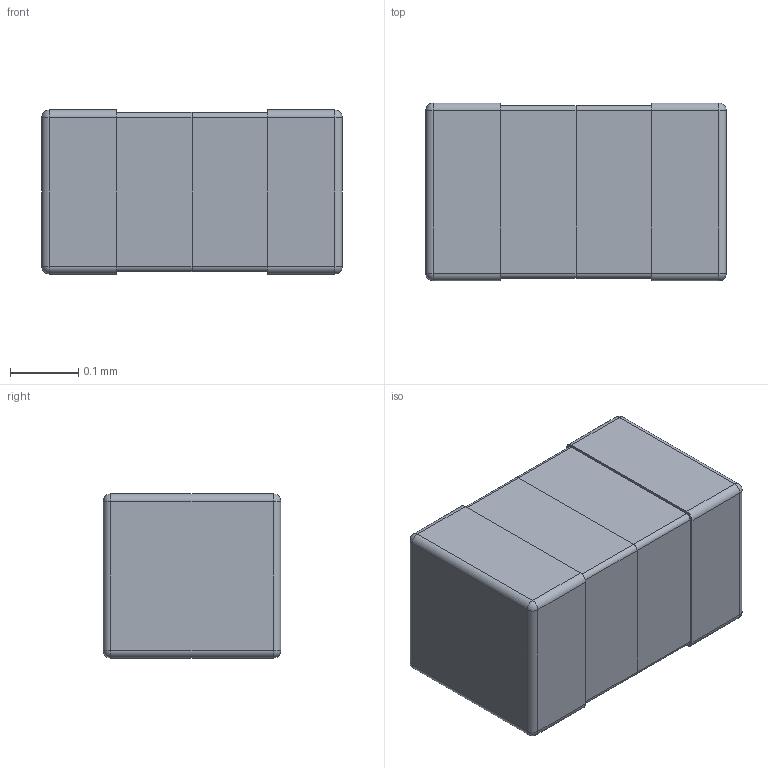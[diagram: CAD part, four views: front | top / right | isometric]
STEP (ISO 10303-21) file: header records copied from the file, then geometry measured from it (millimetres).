
FILE_DESCRIPTION (( 'STEP AP214' ), '1' );
FILE_NAME ('MHQ0402P0N2BT000.STEP', '2019-12-27T08:47:43', ( '' ), ( '' ), 'SwSTEP 2.0', 'SolidWorks 2018', '' );
FILE_SCHEMA (( 'AUTOMOTIVE_DESIGN' ));
Length unit declared in the file: millimetre
Products named in the file (1): MHQ0402P0N2BT000
Bounding box: 0.44 x 0.26 x 0.24 mm (x, y, z)
Volume: 0 mm3; surface area: 0.9 mm2
Topology: 4 solids, 4 shells, 56 faces, 128 edges, 72 vertices
Faces by surface type: plane 24, cylinder 24, sphere 8
Entity records: 1561 total; most frequent: DIRECTION 282, CARTESIAN_POINT 249, ORIENTED_EDGE 240, EDGE_CURVE 120, AXIS2_PLACEMENT_3D 105, VECTOR 72, VERTEX_POINT 72, LINE 72
